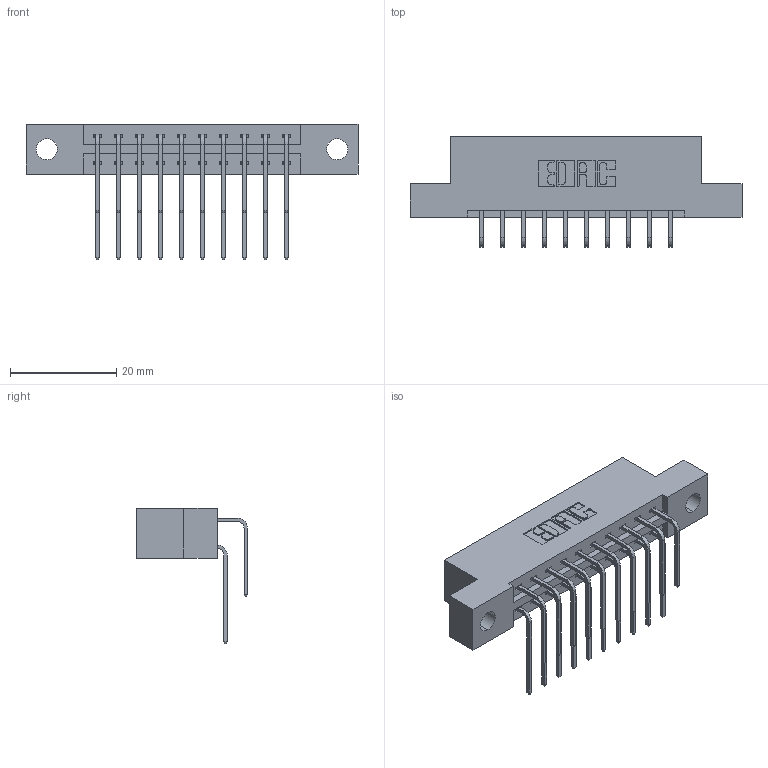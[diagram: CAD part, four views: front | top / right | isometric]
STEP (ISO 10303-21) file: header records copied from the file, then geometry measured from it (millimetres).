
FILE_DESCRIPTION (( 'STEP AP203' ), '1' );
FILE_NAME ('337-020-559-204.STEP', '2018-08-05T10:35:35', ( '' ), ( '' ), 'SwSTEP 2.0', 'SolidWorks 2016', '' );
FILE_SCHEMA (( 'CONFIG_CONTROL_DESIGN' ));
Length unit declared in the file: inch
Products named in the file (4): 345-292-001_558 559 Tail - 1; 345-292-001_559 Tail - 2; 337-020-559-204; 337 Part_Flush Mounting Lugs - 0.156 Dia-TH
Assembly tree (21 placements, depth 2):
  337-020-559-204
    337 Part_Flush Mounting Lugs - 0.156 Dia-TH
    345-292-001_558 559 Tail - 1  x10
    345-292-001_559 Tail - 2  x10
Bounding box: 62.64 x 20.9 x 25.53 mm (x, y, z)
Volume: 6202.7 mm3; surface area: 7078 mm2
Topology: 21 solids, 21 shells, 1234 faces, 3651 edges, 2406 vertices
Faces by surface type: plane 870, cylinder 364
Entity records: 13679 total; most frequent: CARTESIAN_POINT 2377, ORIENTED_EDGE 2262, DIRECTION 2063, EDGE_CURVE 1131, VECTOR 963, LINE 963, VERTEX_POINT 750, AXIS2_PLACEMENT_3D 550
